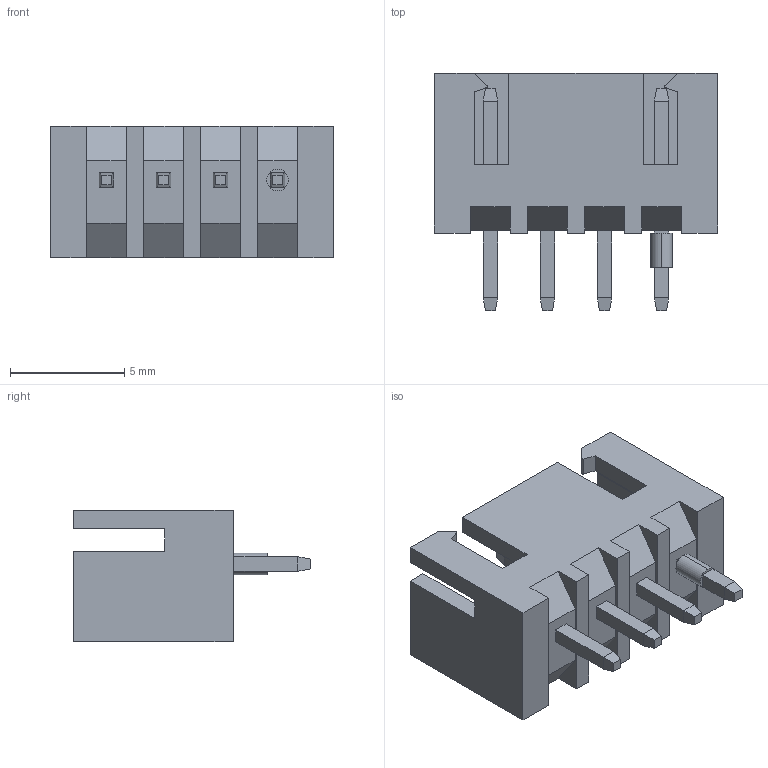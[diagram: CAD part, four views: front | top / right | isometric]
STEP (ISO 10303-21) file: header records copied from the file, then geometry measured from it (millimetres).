
FILE_DESCRIPTION (( 'STEP AP214' ), '1' );
FILE_NAME ('7500EAD9-0B29-476D-9EC5-BCB5DA1E714E.STEP', '2009-03-28T04:54:32', ( 'sysAdmin' ), ( 'SolidWorks' ), 'SwSTEP 2.0', 'SolidWorks 2009', '' );
FILE_SCHEMA (( 'AUTOMOTIVE_DESIGN' ));
Length unit declared in the file: millimetre
Products named in the file (1): 7500EAD9-0B29-476D-9EC5-BCB5DA1E714E
Bounding box: 12.4 x 10.4 x 5.75 mm (x, y, z)
Volume: 205.1 mm3; surface area: 665.2 mm2
Topology: 1 solids, 1 shells, 135 faces, 337 edges, 214 vertices
Faces by surface type: plane 130, cylinder 5
Entity records: 4951 total; most frequent: CARTESIAN_POINT 687, ORIENTED_EDGE 674, DIRECTION 619, EDGE_CURVE 337, VECTOR 327, LINE 327, VERTEX_POINT 214, AXIS2_PLACEMENT_3D 146
